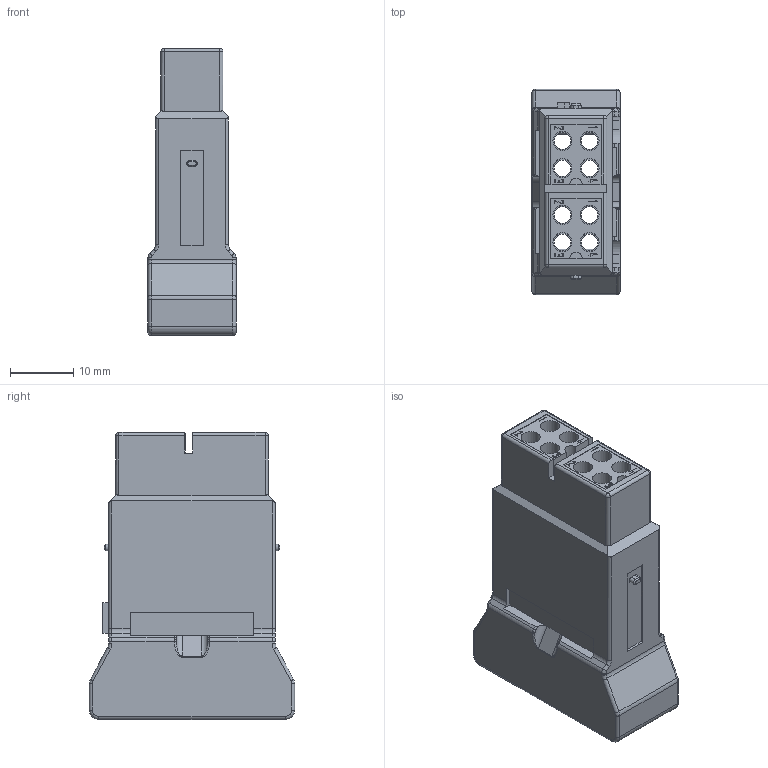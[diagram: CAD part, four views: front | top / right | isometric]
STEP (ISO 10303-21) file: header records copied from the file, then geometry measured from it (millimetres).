
FILE_DESCRIPTION(/* description */ (''),/* implementation_level */ '2;1');
FILE_NAME(/* name */ '100230094ugm000_d.stp',/* time_stamp */ '2017-11-17T13:04:51+01:00',/* author */ (''),/* organization */ (''),/* preprocessor_version */ 'ST-DEVELOPER v16',/* originating_system */ 'SIEMENS PLM Software NX 10.0',/* authorisation */ '');
FILE_SCHEMA (('AUTOMOTIVE_DESIGN { 1 0 10303 214 3 1 1 1 }'));
Length unit declared in the file: millimetre
Products named in the file (1): 100230094ugm000_d
Bounding box: 13.9 x 32.4 x 45.3 mm (x, y, z)
Volume: 8920.2 mm3; surface area: 8333.6 mm2
Topology: 1 solids, 5 shells, 657 faces, 1817 edges, 1304 vertices
Faces by surface type: plane 383, cylinder 164, bspline 48, torus 28, cone 22, sphere 8, revolution 4
Full cylindrical faces by diameter (mm): 2.6 x8, 3 x8, 3.7 x8, 3.75 x8, 5.1 x2
Entity records: 23778 total; most frequent: CARTESIAN_POINT 5210, ORIENTED_EDGE 3348, DIRECTION 3287, EDGE_CURVE 1674, LINE 1171, VECTOR 1171, VERTEX_POINT 1128, AXIS2_PLACEMENT_3D 1056
